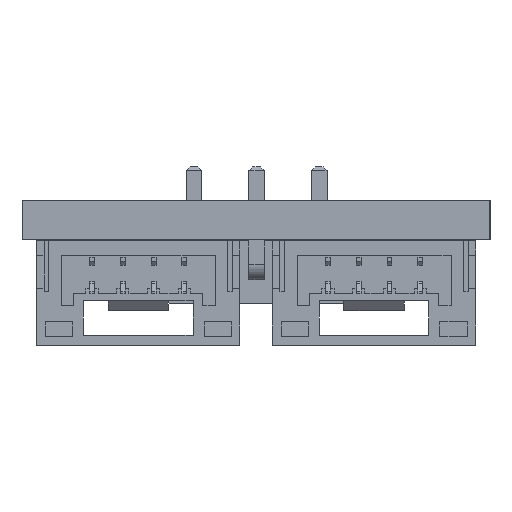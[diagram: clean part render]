
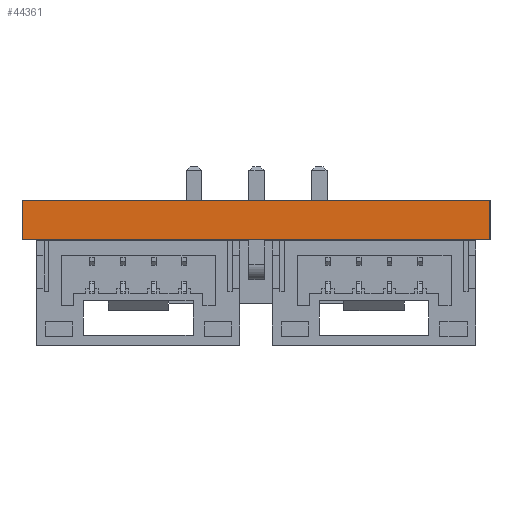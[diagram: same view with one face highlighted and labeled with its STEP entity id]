
A CAD part, left-side view. The second image highlights one B-rep face of the part: STEP entity #44361.
In plain terms, the highlighted planar face has unit normal (-1, 0, 0).
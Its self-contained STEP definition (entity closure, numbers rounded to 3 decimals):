
#44245 = EDGE_CURVE('',#44246,#44248,#44250,.T.);
#44246 = VERTEX_POINT('',#44247);
#44247 = CARTESIAN_POINT('',(-21.59,9.525,0.));
#44248 = VERTEX_POINT('',#44249);
#44249 = CARTESIAN_POINT('',(-21.59,9.525,1.6));
#44250 = SURFACE_CURVE('',#44251,(#44255,#44267),.PCURVE_S1.);
#44251 = LINE('',#44252,#44253);
#44252 = CARTESIAN_POINT('',(-21.59,9.525,0.));
#44253 = VECTOR('',#44254,1.);
#44254 = DIRECTION('',(0.,0.,1.));
#44255 = PCURVE('',#44256,#44261);
#44256 = PLANE('',#44257);
#44257 = AXIS2_PLACEMENT_3D('',#44258,#44259,#44260);
#44258 = CARTESIAN_POINT('',(-21.59,9.525,0.));
#44259 = DIRECTION('',(0.,1.,0.));
#44260 = DIRECTION('',(1.,0.,0.));
#44261 = DEFINITIONAL_REPRESENTATION('',(#44262),#44266);
#44262 = LINE('',#44263,#44264);
#44263 = CARTESIAN_POINT('',(0.,0.));
#44264 = VECTOR('',#44265,1.);
#44265 = DIRECTION('',(0.,-1.));
#44266 = ( GEOMETRIC_REPRESENTATION_CONTEXT(2) 
PARAMETRIC_REPRESENTATION_CONTEXT() REPRESENTATION_CONTEXT('2D SPACE',''
  ) );
#44267 = PCURVE('',#44268,#44273);
#44268 = PLANE('',#44269);
#44269 = AXIS2_PLACEMENT_3D('',#44270,#44271,#44272);
#44270 = CARTESIAN_POINT('',(-21.59,-9.475,0.));
#44271 = DIRECTION('',(-1.,0.,0.));
#44272 = DIRECTION('',(0.,1.,0.));
#44273 = DEFINITIONAL_REPRESENTATION('',(#44274),#44278);
#44274 = LINE('',#44275,#44276);
#44275 = CARTESIAN_POINT('',(19.,0.));
#44276 = VECTOR('',#44277,1.);
#44277 = DIRECTION('',(0.,-1.));
#44278 = ( GEOMETRIC_REPRESENTATION_CONTEXT(2) 
PARAMETRIC_REPRESENTATION_CONTEXT() REPRESENTATION_CONTEXT('2D SPACE',''
  ) );
#44296 = PLANE('',#44297);
#44297 = AXIS2_PLACEMENT_3D('',#44298,#44299,#44300);
#44298 = CARTESIAN_POINT('',(-2.84,0.025,1.6));
#44299 = DIRECTION('',(-0.,-0.,-1.));
#44300 = DIRECTION('',(-1.,0.,0.));
#44350 = PLANE('',#44351);
#44351 = AXIS2_PLACEMENT_3D('',#44352,#44353,#44354);
#44352 = CARTESIAN_POINT('',(-2.84,0.025,0.));
#44353 = DIRECTION('',(-0.,-0.,-1.));
#44354 = DIRECTION('',(-1.,0.,0.));
#44361 = ADVANCED_FACE('',(#44362),#44268,.T.);
#44362 = FACE_BOUND('',#44363,.T.);
#44363 = EDGE_LOOP('',(#44364,#44394,#44415,#44416));
#44364 = ORIENTED_EDGE('',*,*,#44365,.T.);
#44365 = EDGE_CURVE('',#44366,#44368,#44370,.T.);
#44366 = VERTEX_POINT('',#44367);
#44367 = CARTESIAN_POINT('',(-21.59,-9.475,0.));
#44368 = VERTEX_POINT('',#44369);
#44369 = CARTESIAN_POINT('',(-21.59,-9.475,1.6));
#44370 = SURFACE_CURVE('',#44371,(#44375,#44382),.PCURVE_S1.);
#44371 = LINE('',#44372,#44373);
#44372 = CARTESIAN_POINT('',(-21.59,-9.475,0.));
#44373 = VECTOR('',#44374,1.);
#44374 = DIRECTION('',(0.,0.,1.));
#44375 = PCURVE('',#44268,#44376);
#44376 = DEFINITIONAL_REPRESENTATION('',(#44377),#44381);
#44377 = LINE('',#44378,#44379);
#44378 = CARTESIAN_POINT('',(0.,0.));
#44379 = VECTOR('',#44380,1.);
#44380 = DIRECTION('',(0.,-1.));
#44381 = ( GEOMETRIC_REPRESENTATION_CONTEXT(2) 
PARAMETRIC_REPRESENTATION_CONTEXT() REPRESENTATION_CONTEXT('2D SPACE',''
  ) );
#44382 = PCURVE('',#44383,#44388);
#44383 = PLANE('',#44384);
#44384 = AXIS2_PLACEMENT_3D('',#44385,#44386,#44387);
#44385 = CARTESIAN_POINT('',(15.91,-9.475,0.));
#44386 = DIRECTION('',(0.,-1.,0.));
#44387 = DIRECTION('',(-1.,0.,0.));
#44388 = DEFINITIONAL_REPRESENTATION('',(#44389),#44393);
#44389 = LINE('',#44390,#44391);
#44390 = CARTESIAN_POINT('',(37.5,0.));
#44391 = VECTOR('',#44392,1.);
#44392 = DIRECTION('',(0.,-1.));
#44393 = ( GEOMETRIC_REPRESENTATION_CONTEXT(2) 
PARAMETRIC_REPRESENTATION_CONTEXT() REPRESENTATION_CONTEXT('2D SPACE',''
  ) );
#44394 = ORIENTED_EDGE('',*,*,#44395,.T.);
#44395 = EDGE_CURVE('',#44368,#44248,#44396,.T.);
#44396 = SURFACE_CURVE('',#44397,(#44401,#44408),.PCURVE_S1.);
#44397 = LINE('',#44398,#44399);
#44398 = CARTESIAN_POINT('',(-21.59,-9.475,1.6));
#44399 = VECTOR('',#44400,1.);
#44400 = DIRECTION('',(0.,1.,0.));
#44401 = PCURVE('',#44268,#44402);
#44402 = DEFINITIONAL_REPRESENTATION('',(#44403),#44407);
#44403 = LINE('',#44404,#44405);
#44404 = CARTESIAN_POINT('',(0.,-1.6));
#44405 = VECTOR('',#44406,1.);
#44406 = DIRECTION('',(1.,0.));
#44407 = ( GEOMETRIC_REPRESENTATION_CONTEXT(2) 
PARAMETRIC_REPRESENTATION_CONTEXT() REPRESENTATION_CONTEXT('2D SPACE',''
  ) );
#44408 = PCURVE('',#44296,#44409);
#44409 = DEFINITIONAL_REPRESENTATION('',(#44410),#44414);
#44410 = LINE('',#44411,#44412);
#44411 = CARTESIAN_POINT('',(18.75,-9.5));
#44412 = VECTOR('',#44413,1.);
#44413 = DIRECTION('',(0.,1.));
#44414 = ( GEOMETRIC_REPRESENTATION_CONTEXT(2) 
PARAMETRIC_REPRESENTATION_CONTEXT() REPRESENTATION_CONTEXT('2D SPACE',''
  ) );
#44415 = ORIENTED_EDGE('',*,*,#44245,.F.);
#44416 = ORIENTED_EDGE('',*,*,#44417,.F.);
#44417 = EDGE_CURVE('',#44366,#44246,#44418,.T.);
#44418 = SURFACE_CURVE('',#44419,(#44423,#44430),.PCURVE_S1.);
#44419 = LINE('',#44420,#44421);
#44420 = CARTESIAN_POINT('',(-21.59,-9.475,0.));
#44421 = VECTOR('',#44422,1.);
#44422 = DIRECTION('',(0.,1.,0.));
#44423 = PCURVE('',#44268,#44424);
#44424 = DEFINITIONAL_REPRESENTATION('',(#44425),#44429);
#44425 = LINE('',#44426,#44427);
#44426 = CARTESIAN_POINT('',(0.,0.));
#44427 = VECTOR('',#44428,1.);
#44428 = DIRECTION('',(1.,0.));
#44429 = ( GEOMETRIC_REPRESENTATION_CONTEXT(2) 
PARAMETRIC_REPRESENTATION_CONTEXT() REPRESENTATION_CONTEXT('2D SPACE',''
  ) );
#44430 = PCURVE('',#44350,#44431);
#44431 = DEFINITIONAL_REPRESENTATION('',(#44432),#44436);
#44432 = LINE('',#44433,#44434);
#44433 = CARTESIAN_POINT('',(18.75,-9.5));
#44434 = VECTOR('',#44435,1.);
#44435 = DIRECTION('',(0.,1.));
#44436 = ( GEOMETRIC_REPRESENTATION_CONTEXT(2) 
PARAMETRIC_REPRESENTATION_CONTEXT() REPRESENTATION_CONTEXT('2D SPACE',''
  ) );
